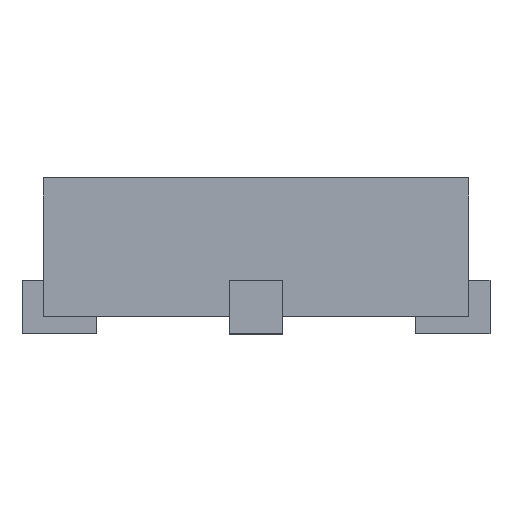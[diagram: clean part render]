
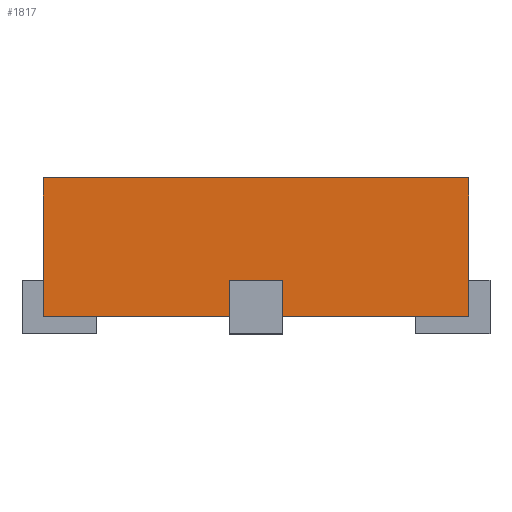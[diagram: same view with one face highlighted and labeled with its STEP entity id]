
A CAD part, top view. The second image highlights one B-rep face of the part: STEP entity #1817.
In plain terms, the highlighted planar face has unit normal (0, 0, 1).
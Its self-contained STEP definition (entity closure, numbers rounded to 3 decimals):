
#72=DIRECTION('',(1.,0.,0.));
#73=VECTOR('',#72,0.875);
#74=CARTESIAN_POINT('',(0.125,0.,1.));
#75=LINE('',#74,#73);
#352=DIRECTION('',(1.,0.,0.));
#353=VECTOR('',#352,0.875);
#354=CARTESIAN_POINT('',(-1.,0.,1.));
#355=LINE('',#354,#353);
#415=DIRECTION('',(0.,1.,0.));
#416=VECTOR('',#415,0.17);
#417=CARTESIAN_POINT('',(-0.125,0.,1.));
#418=LINE('',#417,#416);
#422=DIRECTION('',(0.,1.,0.));
#423=VECTOR('',#422,0.65);
#424=CARTESIAN_POINT('',(-1.,0.,1.));
#425=LINE('',#424,#423);
#429=DIRECTION('',(0.,1.,0.));
#430=VECTOR('',#429,0.17);
#431=CARTESIAN_POINT('',(0.125,0.,1.));
#432=LINE('',#431,#430);
#436=DIRECTION('',(1.,0.,0.));
#437=VECTOR('',#436,0.25);
#438=CARTESIAN_POINT('',(-0.125,0.17,1.));
#439=LINE('',#438,#437);
#688=DIRECTION('',(0.,1.,0.));
#689=VECTOR('',#688,0.65);
#690=CARTESIAN_POINT('',(1.,0.,1.));
#691=LINE('',#690,#689);
#800=DIRECTION('',(1.,0.,0.));
#801=VECTOR('',#800,2.);
#802=CARTESIAN_POINT('',(-1.,0.65,1.));
#803=LINE('',#802,#801);
#1396=CARTESIAN_POINT('',(-1.,0.65,1.));
#1398=VERTEX_POINT('',#1396);
#1399=CARTESIAN_POINT('',(1.,0.65,1.));
#1400=VERTEX_POINT('',#1399);
#1405=CARTESIAN_POINT('',(-1.,0.,1.));
#1406=VERTEX_POINT('',#1405);
#1407=CARTESIAN_POINT('',(1.,0.,1.));
#1408=VERTEX_POINT('',#1407);
#1483=CARTESIAN_POINT('',(-0.125,0.,1.));
#1485=VERTEX_POINT('',#1483);
#1491=CARTESIAN_POINT('',(0.125,0.,1.));
#1493=VERTEX_POINT('',#1491);
#1499=CARTESIAN_POINT('',(-0.125,0.17,1.));
#1500=VERTEX_POINT('',#1499);
#1501=CARTESIAN_POINT('',(0.125,0.17,1.));
#1502=VERTEX_POINT('',#1501);
#1797=CARTESIAN_POINT('',(-1.,0.,1.));
#1798=DIRECTION('',(0.,0.,1.));
#1799=DIRECTION('',(1.,0.,0.));
#1800=AXIS2_PLACEMENT_3D('',#1797,#1798,#1799);
#1801=PLANE('',#1800);
#1802=ORIENTED_EDGE('',*,*,#1765,.F.);
#1803=ORIENTED_EDGE('',*,*,#1742,.F.);
#1805=ORIENTED_EDGE('',*,*,#1804,.T.);
#1807=ORIENTED_EDGE('',*,*,#1806,.T.);
#1809=ORIENTED_EDGE('',*,*,#1808,.F.);
#1810=ORIENTED_EDGE('',*,*,#1662,.F.);
#1812=ORIENTED_EDGE('',*,*,#1811,.T.);
#1814=ORIENTED_EDGE('',*,*,#1813,.F.);
#1815=EDGE_LOOP('',(#1802,#1803,#1805,#1807,#1809,#1810,#1812,#1814));
#1816=FACE_OUTER_BOUND('',#1815,.F.);
#1817=ADVANCED_FACE('',(#1816),#1801,.T.);
#1662=EDGE_CURVE('',#1493,#1408,#75,.T.);
#1742=EDGE_CURVE('',#1406,#1485,#355,.T.);
#1765=EDGE_CURVE('',#1485,#1500,#418,.T.);
#1804=EDGE_CURVE('',#1406,#1398,#425,.T.);
#1806=EDGE_CURVE('',#1398,#1400,#803,.T.);
#1808=EDGE_CURVE('',#1408,#1400,#691,.T.);
#1811=EDGE_CURVE('',#1493,#1502,#432,.T.);
#1813=EDGE_CURVE('',#1500,#1502,#439,.T.);
